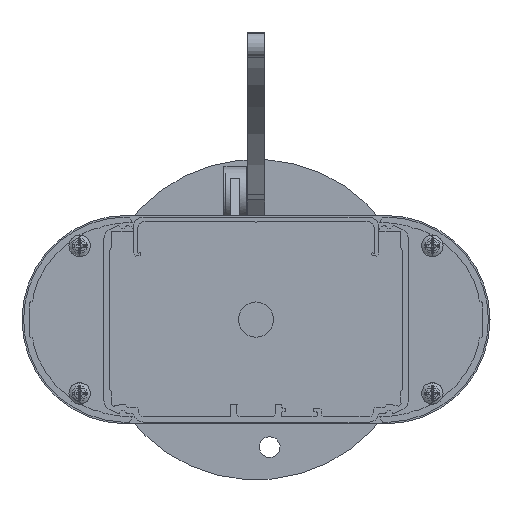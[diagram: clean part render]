
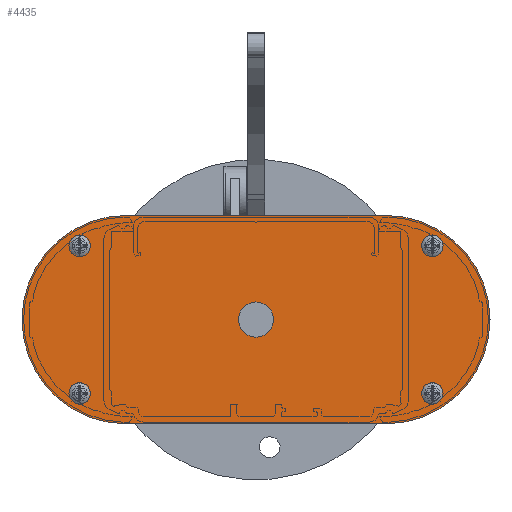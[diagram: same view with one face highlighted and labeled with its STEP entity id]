
A CAD part, front view. The second image highlights one B-rep face of the part: STEP entity #4435.
In plain terms, the highlighted planar face has unit normal (0, -1, 0).
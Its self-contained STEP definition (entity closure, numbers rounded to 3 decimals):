
#70 = CARTESIAN_POINT ( 'NONE',  ( -40.5, -3., 32.5 ) ) ;
#194 = ORIENTED_EDGE ( 'NONE', *, *, #13997, .F. ) ;
#270 = DIRECTION ( 'NONE',  ( 0., 0., -1. ) ) ;
#274 = DIRECTION ( 'NONE',  ( 1., 0., 0. ) ) ;
#479 = ORIENTED_EDGE ( 'NONE', *, *, #5354, .F. ) ;
#624 = ORIENTED_EDGE ( 'NONE', *, *, #10034, .F. ) ;
#679 = EDGE_CURVE ( 'NONE', #3989, #7360, #13040, .T. ) ;
#756 = ORIENTED_EDGE ( 'NONE', *, *, #4842, .F. ) ;
#767 = CARTESIAN_POINT ( 'NONE',  ( 0., -3., -5.5 ) ) ;
#897 = EDGE_CURVE ( 'NONE', #7360, #3989, #10040, .T. ) ;
#1059 = AXIS2_PLACEMENT_3D ( 'NONE', #1455, #1392, #1409 ) ;
#1112 = EDGE_CURVE ( 'NONE', #12003, #3922, #10991, .T. ) ;
#1144 = CARTESIAN_POINT ( 'NONE',  ( -55., -3., 20.6 ) ) ;
#1392 = DIRECTION ( 'NONE',  ( 0., -1., 0. ) ) ;
#1409 = DIRECTION ( 'NONE',  ( 0., 0., -1. ) ) ;
#1433 = VERTEX_POINT ( 'NONE', #1620 ) ;
#1455 = CARTESIAN_POINT ( 'NONE',  ( -55., -3., 23. ) ) ;
#1478 = CARTESIAN_POINT ( 'NONE',  ( 0., -3., 0. ) ) ;
#1479 = DIRECTION ( 'NONE',  ( 0., -1., 0. ) ) ;
#1525 = FACE_OUTER_BOUND ( 'NONE', #4852, .T. ) ;
#1532 = CARTESIAN_POINT ( 'NONE',  ( -55., -3., 25.4 ) ) ;
#1620 = CARTESIAN_POINT ( 'NONE',  ( -55., -3., -20.6 ) ) ;
#1701 = VERTEX_POINT ( 'NONE', #14860 ) ;
#1783 = ORIENTED_EDGE ( 'NONE', *, *, #7629, .F. ) ;
#1893 = VECTOR ( 'NONE', #274, 1000. ) ;
#1902 = FACE_BOUND ( 'NONE', #8815, .T. ) ;
#1961 = DIRECTION ( 'NONE',  ( 0., -1., 0. ) ) ;
#2084 = CARTESIAN_POINT ( 'NONE',  ( -55., -3., -25.4 ) ) ;
#2328 = DIRECTION ( 'NONE',  ( 0., 0., 1. ) ) ;
#2333 = DIRECTION ( 'NONE',  ( 0., -1., 0. ) ) ;
#2372 = CARTESIAN_POINT ( 'NONE',  ( -55., -3., -23. ) ) ;
#2680 = DIRECTION ( 'NONE',  ( 0., 0., -1. ) ) ;
#2717 = CARTESIAN_POINT ( 'NONE',  ( -40.5, -3., 0. ) ) ;
#3672 = CIRCLE ( 'NONE', #9238, 32.5 ) ;
#3802 = CARTESIAN_POINT ( 'NONE',  ( 55., -3., -25.4 ) ) ;
#3852 = VERTEX_POINT ( 'NONE', #767 ) ;
#3916 = DIRECTION ( 'NONE',  ( 0., 0., 1. ) ) ;
#3922 = VERTEX_POINT ( 'NONE', #14541 ) ;
#3977 = CIRCLE ( 'NONE', #13177, 2.4 ) ;
#3989 = VERTEX_POINT ( 'NONE', #14635 ) ;
#4057 = CARTESIAN_POINT ( 'NONE',  ( -40.5, -3., 32.5 ) ) ;
#4132 = EDGE_CURVE ( 'NONE', #3922, #6815, #4361, .T. ) ;
#4328 = ORIENTED_EDGE ( 'NONE', *, *, #10773, .F. ) ;
#4361 = LINE ( 'NONE', #12255, #13493 ) ;
#4386 = DIRECTION ( 'NONE',  ( 0., 0., -1. ) ) ;
#4403 = DIRECTION ( 'NONE',  ( 0., 1., 0. ) ) ;
#4425 = CARTESIAN_POINT ( 'NONE',  ( 40.5, -3., 0. ) ) ;
#4435 = ADVANCED_FACE ( 'NONE', ( #1902, #7889, #14178, #5086, #4718, #1525 ), #8241, .T. ) ;
#4627 = ORIENTED_EDGE ( 'NONE', *, *, #1112, .F. ) ;
#4647 = DIRECTION ( 'NONE',  ( 0., -1., 0. ) ) ;
#4718 = FACE_BOUND ( 'NONE', #14940, .T. ) ;
#4842 = EDGE_CURVE ( 'NONE', #10824, #4874, #8988, .T. ) ;
#4852 = EDGE_LOOP ( 'NONE', ( #4627, #5016, #5375, #5567 ) ) ;
#4874 = VERTEX_POINT ( 'NONE', #1144 ) ;
#5016 = ORIENTED_EDGE ( 'NONE', *, *, #5447, .F. ) ;
#5034 = AXIS2_PLACEMENT_3D ( 'NONE', #4425, #4403, #4386 ) ;
#5086 = FACE_BOUND ( 'NONE', #10676, .T. ) ;
#5354 = EDGE_CURVE ( 'NONE', #1433, #12825, #9370, .T. ) ;
#5375 = ORIENTED_EDGE ( 'NONE', *, *, #11360, .F. ) ;
#5447 = EDGE_CURVE ( 'NONE', #14867, #12003, #8253, .T. ) ;
#5567 = ORIENTED_EDGE ( 'NONE', *, *, #4132, .F. ) ;
#5687 = DIRECTION ( 'NONE',  ( 0., -1., 0. ) ) ;
#5702 = AXIS2_PLACEMENT_3D ( 'NONE', #7681, #7606, #7489 ) ;
#6067 = DIRECTION ( 'NONE',  ( 0., 0., 1. ) ) ;
#6083 = DIRECTION ( 'NONE',  ( 0., -1., 0. ) ) ;
#6132 = CARTESIAN_POINT ( 'NONE',  ( 55., -3., 23. ) ) ;
#6144 = AXIS2_PLACEMENT_3D ( 'NONE', #6132, #6083, #6067 ) ;
#6467 = AXIS2_PLACEMENT_3D ( 'NONE', #14524, #7450, #270 ) ;
#6661 = CIRCLE ( 'NONE', #6746, 2.4 ) ;
#6746 = AXIS2_PLACEMENT_3D ( 'NONE', #9121, #1961, #10347 ) ;
#6815 = VERTEX_POINT ( 'NONE', #8197 ) ;
#7360 = VERTEX_POINT ( 'NONE', #8074 ) ;
#7450 = DIRECTION ( 'NONE',  ( 0., -1., 0. ) ) ;
#7489 = DIRECTION ( 'NONE',  ( 0., 0., -1. ) ) ;
#7606 = DIRECTION ( 'NONE',  ( 0., -1., 0. ) ) ;
#7629 = EDGE_CURVE ( 'NONE', #3852, #13872, #9868, .T. ) ;
#7681 = CARTESIAN_POINT ( 'NONE',  ( 40.5, -3., 0. ) ) ;
#7726 = AXIS2_PLACEMENT_3D ( 'NONE', #8630, #1479, #9834 ) ;
#7727 = DIRECTION ( 'NONE',  ( 0., 0., 1. ) ) ;
#7748 = DIRECTION ( 'NONE',  ( 0., -1., 0. ) ) ;
#7779 = CARTESIAN_POINT ( 'NONE',  ( 55., -3., 23. ) ) ;
#7815 = CARTESIAN_POINT ( 'NONE',  ( 0., -3., 5.5 ) ) ;
#7889 = FACE_BOUND ( 'NONE', #12514, .T. ) ;
#8074 = CARTESIAN_POINT ( 'NONE',  ( 55., -3., 20.6 ) ) ;
#8197 = CARTESIAN_POINT ( 'NONE',  ( -40.5, -3., -32.5 ) ) ;
#8241 = PLANE ( 'NONE',  #5702 ) ;
#8253 = LINE ( 'NONE', #70, #1893 ) ;
#8630 = CARTESIAN_POINT ( 'NONE',  ( 0., -3., 0. ) ) ;
#8768 = VERTEX_POINT ( 'NONE', #3802 ) ;
#8779 = ORIENTED_EDGE ( 'NONE', *, *, #897, .F. ) ;
#8815 = EDGE_LOOP ( 'NONE', ( #8779, #10496 ) ) ;
#8988 = CIRCLE ( 'NONE', #1059, 2.4 ) ;
#9007 = EDGE_CURVE ( 'NONE', #1701, #8768, #6661, .T. ) ;
#9121 = CARTESIAN_POINT ( 'NONE',  ( 55., -3., -23. ) ) ;
#9238 = AXIS2_PLACEMENT_3D ( 'NONE', #2717, #11090, #3916 ) ;
#9370 = CIRCLE ( 'NONE', #14320, 2.4 ) ;
#9833 = DIRECTION ( 'NONE',  ( 0., -1., 0. ) ) ;
#9834 = DIRECTION ( 'NONE',  ( 0., 0., -1. ) ) ;
#9868 = CIRCLE ( 'NONE', #7726, 5.5 ) ;
#9948 = CARTESIAN_POINT ( 'NONE',  ( 40.5, -3., 32.5 ) ) ;
#9959 = AXIS2_PLACEMENT_3D ( 'NONE', #1478, #9833, #2680 ) ;
#10034 = EDGE_CURVE ( 'NONE', #4874, #10824, #10172, .T. ) ;
#10040 = CIRCLE ( 'NONE', #6144, 2.4 ) ;
#10057 = AXIS2_PLACEMENT_3D ( 'NONE', #11831, #4647, #13001 ) ;
#10172 = CIRCLE ( 'NONE', #10057, 2.4 ) ;
#10347 = DIRECTION ( 'NONE',  ( 0., 0., -1. ) ) ;
#10496 = ORIENTED_EDGE ( 'NONE', *, *, #679, .F. ) ;
#10676 = EDGE_LOOP ( 'NONE', ( #624, #756 ) ) ;
#10773 = EDGE_CURVE ( 'NONE', #13872, #3852, #11010, .T. ) ;
#10824 = VERTEX_POINT ( 'NONE', #1532 ) ;
#10991 = CIRCLE ( 'NONE', #5034, 32.5 ) ;
#11010 = CIRCLE ( 'NONE', #9959, 5.5 ) ;
#11090 = DIRECTION ( 'NONE',  ( 0., 1., 0. ) ) ;
#11360 = EDGE_CURVE ( 'NONE', #6815, #14867, #3672, .T. ) ;
#11831 = CARTESIAN_POINT ( 'NONE',  ( -55., -3., 23. ) ) ;
#12003 = VERTEX_POINT ( 'NONE', #9948 ) ;
#12067 = AXIS2_PLACEMENT_3D ( 'NONE', #7779, #7748, #7727 ) ;
#12255 = CARTESIAN_POINT ( 'NONE',  ( -40.5, -3., -32.5 ) ) ;
#12272 = DIRECTION ( 'NONE',  ( -1., 0., 0. ) ) ;
#12514 = EDGE_LOOP ( 'NONE', ( #12901, #15200 ) ) ;
#12702 = EDGE_LOOP ( 'NONE', ( #194, #479 ) ) ;
#12825 = VERTEX_POINT ( 'NONE', #2084 ) ;
#12828 = CARTESIAN_POINT ( 'NONE',  ( -55., -3., -23. ) ) ;
#12901 = ORIENTED_EDGE ( 'NONE', *, *, #14744, .F. ) ;
#13001 = DIRECTION ( 'NONE',  ( 0., 0., -1. ) ) ;
#13040 = CIRCLE ( 'NONE', #12067, 2.4 ) ;
#13177 = AXIS2_PLACEMENT_3D ( 'NONE', #12828, #5687, #13984 ) ;
#13493 = VECTOR ( 'NONE', #12272, 1000. ) ;
#13872 = VERTEX_POINT ( 'NONE', #7815 ) ;
#13984 = DIRECTION ( 'NONE',  ( 0., 0., 1. ) ) ;
#13997 = EDGE_CURVE ( 'NONE', #12825, #1433, #3977, .T. ) ;
#14178 = FACE_BOUND ( 'NONE', #12702, .T. ) ;
#14320 = AXIS2_PLACEMENT_3D ( 'NONE', #2372, #2333, #2328 ) ;
#14524 = CARTESIAN_POINT ( 'NONE',  ( 55., -3., -23. ) ) ;
#14541 = CARTESIAN_POINT ( 'NONE',  ( 40.5, -3., -32.5 ) ) ;
#14635 = CARTESIAN_POINT ( 'NONE',  ( 55., -3., 25.4 ) ) ;
#14744 = EDGE_CURVE ( 'NONE', #8768, #1701, #14878, .T. ) ;
#14860 = CARTESIAN_POINT ( 'NONE',  ( 55., -3., -20.6 ) ) ;
#14867 = VERTEX_POINT ( 'NONE', #4057 ) ;
#14878 = CIRCLE ( 'NONE', #6467, 2.4 ) ;
#14940 = EDGE_LOOP ( 'NONE', ( #1783, #4328 ) ) ;
#15200 = ORIENTED_EDGE ( 'NONE', *, *, #9007, .F. ) ;
